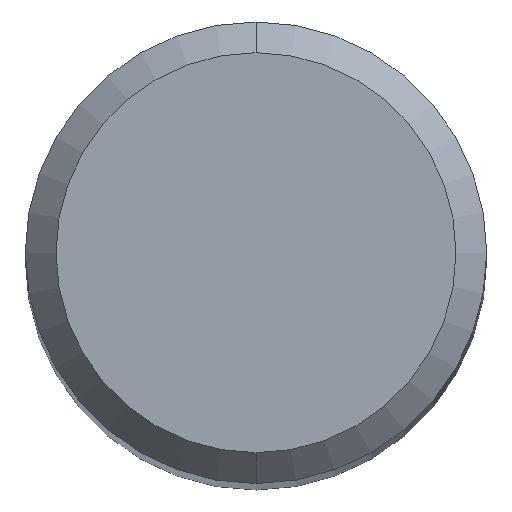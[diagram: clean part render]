
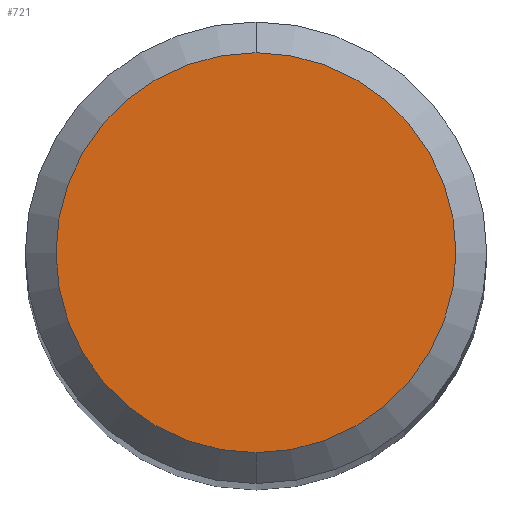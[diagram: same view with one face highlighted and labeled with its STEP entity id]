
A CAD part, top view. The second image highlights one B-rep face of the part: STEP entity #721.
In plain terms, the highlighted planar face has unit normal (0, 0, 1).
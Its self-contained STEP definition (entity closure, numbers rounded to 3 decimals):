
#379=VERTEX_POINT('',#1063);
#721=ADVANCED_FACE('',(#1439),#1440,.T.);
#767=EDGE_CURVE('',#1003,#379,#1489,.T.);
#973=EDGE_CURVE('',#379,#1003,#1712,.T.);
#1003=VERTEX_POINT('',#1746);
#1063=CARTESIAN_POINT('',(0.,-2.6,0.));
#1439=FACE_OUTER_BOUND('',#8063,.T.);
#1440=PLANE('',#8064);
#1489=CIRCLE('',#8194,2.6);
#1712=CIRCLE('',#12221,2.6);
#1746=CARTESIAN_POINT('',(0.0,2.6,0.));
#8063=EDGE_LOOP('',(#14717,#14718));
#8064=AXIS2_PLACEMENT_3D('',#14719,#14720,#14721);
#8194=AXIS2_PLACEMENT_3D('',#14784,#14785,#14786);
#12221=AXIS2_PLACEMENT_3D('',#14984,#14985,#14986);
#14717=ORIENTED_EDGE('',*,*,#767,.F.);
#14718=ORIENTED_EDGE('',*,*,#973,.F.);
#14719=CARTESIAN_POINT('',(0.0,1.3,0.));
#14720=DIRECTION('',(-0.0,0.0,1.0));
#14721=DIRECTION('',(0.0,-1.0,0.0));
#14784=CARTESIAN_POINT('',(0.0,0.0,0.));
#14785=DIRECTION('',(0.0,0.0,-1.0));
#14786=DIRECTION('',(0.0,1.0,0.0));
#14984=CARTESIAN_POINT('',(0.0,0.0,0.));
#14985=DIRECTION('',(0.0,0.0,-1.0));
#14986=DIRECTION('',(0.0,1.0,0.0));
